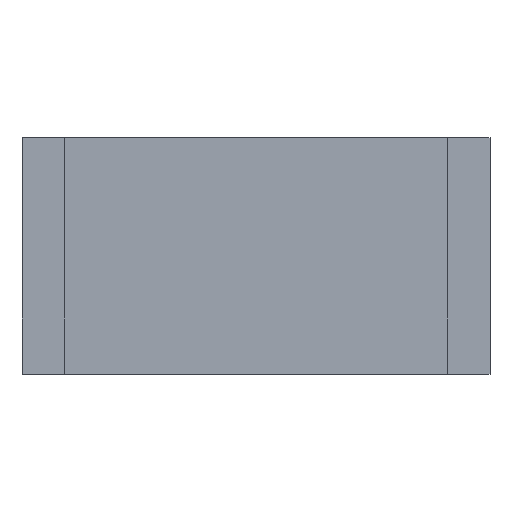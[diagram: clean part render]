
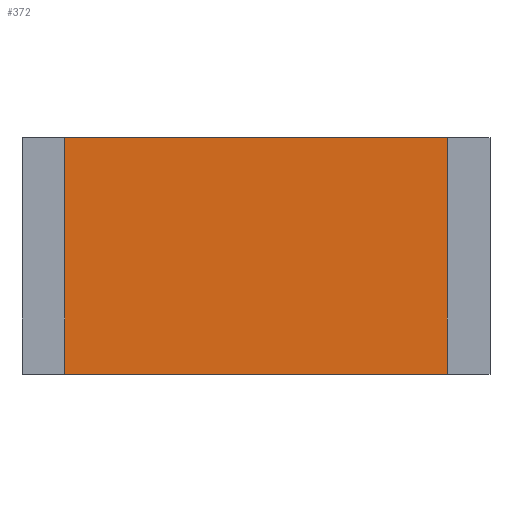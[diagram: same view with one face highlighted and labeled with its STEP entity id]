
A CAD part, top view. The second image highlights one B-rep face of the part: STEP entity #372.
In plain terms, the highlighted planar face has unit normal (0, 0, 1).
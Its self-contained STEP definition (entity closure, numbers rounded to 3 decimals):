
#230=CARTESIAN_POINT('',(2.135,-1.32,0.8));
#231=VERTEX_POINT('',#230);
#232=CARTESIAN_POINT('',(-2.135,-1.32,0.8));
#233=VERTEX_POINT('',#232);
#234=CARTESIAN_POINT('',(2.135,-1.32,0.8));
#235=DIRECTION('',(-1.0,0.0,0.0));
#236=VECTOR('',#235,4.27);
#237=LINE('',#234,#236);
#238=EDGE_CURVE('',#231,#233,#237,.T.);
#270=CARTESIAN_POINT('',(-2.135,1.32,0.8));
#271=VERTEX_POINT('',#270);
#272=CARTESIAN_POINT('',(-2.135,-1.32,0.8));
#273=DIRECTION('',(0.0,1.0,0.0));
#274=VECTOR('',#273,2.64);
#275=LINE('',#272,#274);
#276=EDGE_CURVE('',#233,#271,#275,.T.);
#301=CARTESIAN_POINT('',(2.135,1.32,0.8));
#302=VERTEX_POINT('',#301);
#303=CARTESIAN_POINT('',(-2.135,1.32,0.8));
#304=DIRECTION('',(1.0,0.0,0.0));
#305=VECTOR('',#304,4.27);
#306=LINE('',#303,#305);
#307=EDGE_CURVE('',#271,#302,#306,.T.);
#332=CARTESIAN_POINT('',(2.135,1.32,0.8));
#333=DIRECTION('',(0.0,-1.0,0.0));
#334=VECTOR('',#333,2.64);
#335=LINE('',#332,#334);
#336=EDGE_CURVE('',#302,#231,#335,.T.);
#361=CARTESIAN_POINT('',(0.,0.,0.8));
#362=DIRECTION('',(0.0,0.0,1.0));
#363=DIRECTION('',(1.0,0.0,0.0));
#364=AXIS2_PLACEMENT_3D('',#361,#362,#363);
#365=PLANE('',#364);
#366=ORIENTED_EDGE('',*,*,#238,.F.);
#367=ORIENTED_EDGE('',*,*,#336,.F.);
#368=ORIENTED_EDGE('',*,*,#307,.F.);
#369=ORIENTED_EDGE('',*,*,#276,.F.);
#370=EDGE_LOOP('',(#366,#367,#368,#369));
#371=FACE_OUTER_BOUND('',#370,.T.);
#372=ADVANCED_FACE('',(#371),#365,.T.);
